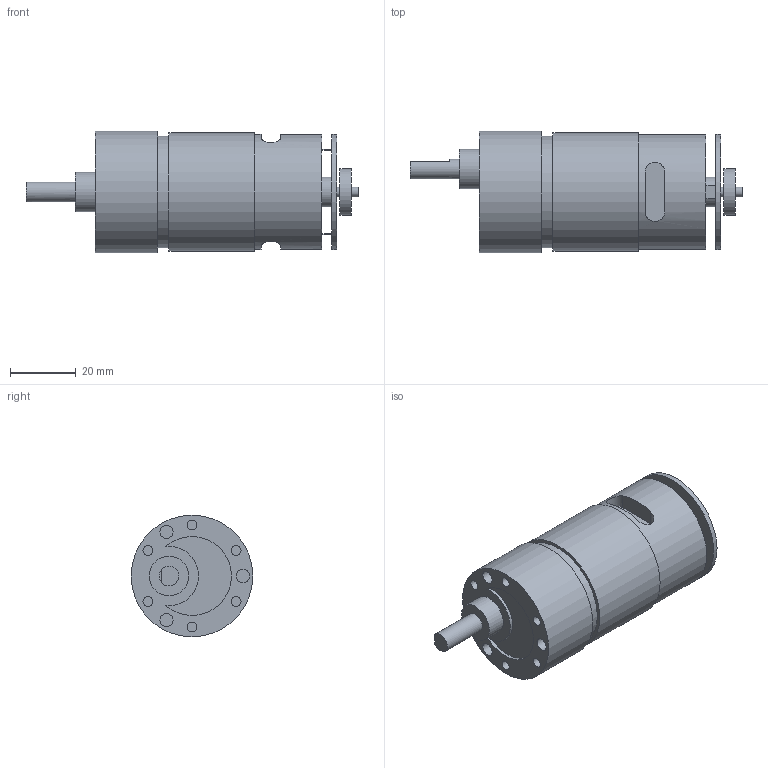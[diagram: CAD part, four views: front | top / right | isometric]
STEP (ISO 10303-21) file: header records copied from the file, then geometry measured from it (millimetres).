
FILE_DESCRIPTION(/* description */ (''),/* implementation_level */ '2;1');
FILE_NAME(/* name */ '电机.step',/* time_stamp */ '2022-10-08T20:04:07+08:00',/* author */ (''),/* organization */ (''),/* preprocessor_version */ 'ST-DEVELOPER v19',/* originating_system */ 'Autodesk Translation Framework v11.7.0.108',/* authorisation */ '');
FILE_SCHEMA (('AUTOMOTIVE_DESIGN { 1 0 10303 214 3 1 1 }'));
Length unit declared in the file: millimetre
Products named in the file (1): GM37-545电机
Bounding box: 101 x 37 x 37 mm (x, y, z)
Volume: 71447.8 mm3; surface area: 14158.8 mm2
Topology: 1 solids, 1 shells, 64 faces, 123 edges, 82 vertices
Faces by surface type: plane 38, cylinder 26
Full cylindrical faces by diameter (mm): 3 x8, 4 x3, 6 x1, 9 x1, 12 x1, 14 x1, 33.941 x1, 35 x2, 36 x1, 37 x1
Entity records: 1852 total; most frequent: CARTESIAN_POINT 340, DIRECTION 305, ORIENTED_EDGE 246, EDGE_CURVE 123, AXIS2_PLACEMENT_3D 121, EDGE_LOOP 89, VERTEX_POINT 82, STYLED_ITEM 65
